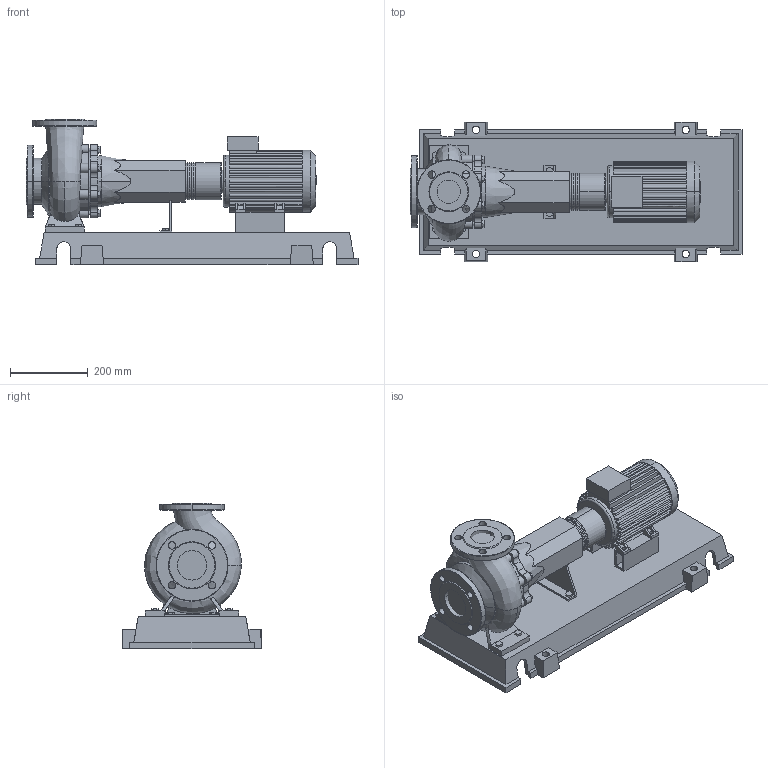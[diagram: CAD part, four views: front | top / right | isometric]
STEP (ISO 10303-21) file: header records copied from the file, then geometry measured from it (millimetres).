
FILE_DESCRIPTION((''),'2;1');
FILE_NAME('3d_NL50_125-0.55-4-05-4109034.stp','2015-03-03T07:42:14',(''),(''),'Mechanical Desktop 2009','Mechanical Desktop 2009',', , ');
FILE_SCHEMA(('CONFIG_CONTROL_DESIGN'));
Length unit declared in the file: millimetre
Products named in the file (1): Product
Bounding box: 855 x 360 x 375 mm (x, y, z)
Volume: 18218956.5 mm3; surface area: 1816637.3 mm2
Topology: 13 solids, 13 shells, 814 faces, 2174 edges, 1429 vertices
Faces by surface type: plane 424, bspline 205, cylinder 171, cone 8, torus 6
Entity records: 29633 total; most frequent: CARTESIAN_POINT 9471, ORIENTED_EDGE 4350, DIRECTION 3885, EDGE_CURVE 2175, VECTOR 1465, LINE 1465, VERTEX_POINT 1428, AXIS2_PLACEMENT_3D 1210
